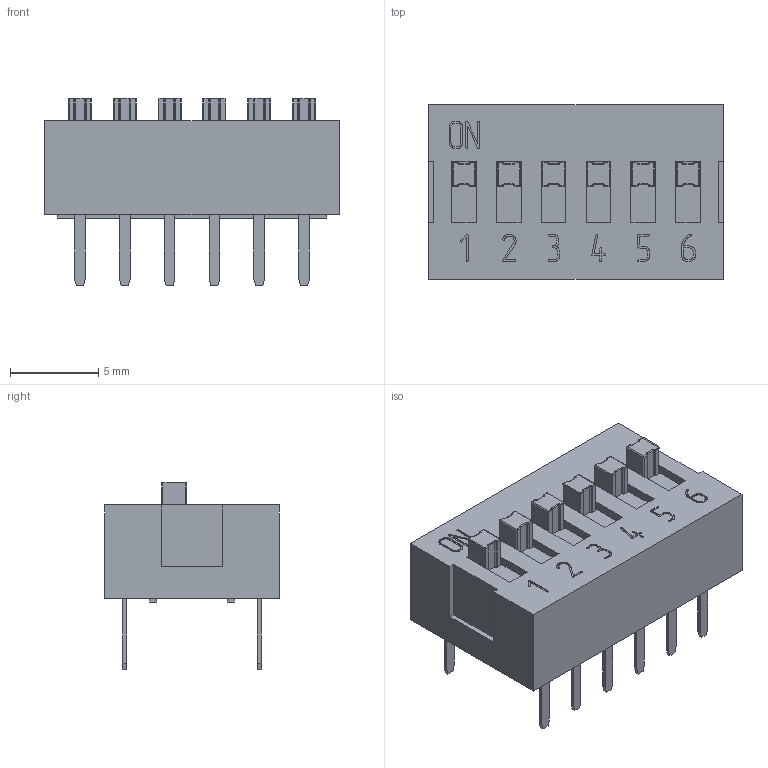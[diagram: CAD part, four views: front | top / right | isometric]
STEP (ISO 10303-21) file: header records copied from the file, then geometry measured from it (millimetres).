
FILE_DESCRIPTION(('STEP AP214'), '1');
FILE_NAME('DS1040 (DIP_switch)', '2018-05-03T07:34:39', ('Chugay'), (''), 'ASCON STEP Converter 1.3', 'ASCON Math Kernel', '');
FILE_SCHEMA(('AUTOMOTIVE_DESIGN { 1 0 10303 214 3 1 1}'));
Length unit declared in the file: millimetre
Bounding box: 16.7 x 9.9 x 10.65 mm (x, y, z)
Volume: 880.6 mm3; surface area: 796.8 mm2
Topology: 1 solids, 1 shells, 877 faces, 2397 edges, 1510 vertices
Faces by surface type: plane 528, cylinder 277, sphere 48, torus 24
Entity records: 34221 total; most frequent: CARTESIAN_POINT 4737, DIRECTION 4707, ORIENTED_EDGE 4698, EDGE_CURVE 2349, LINE 1747, VECTOR 1747, VERTEX_POINT 1510, AXIS2_PLACEMENT_3D 1480
